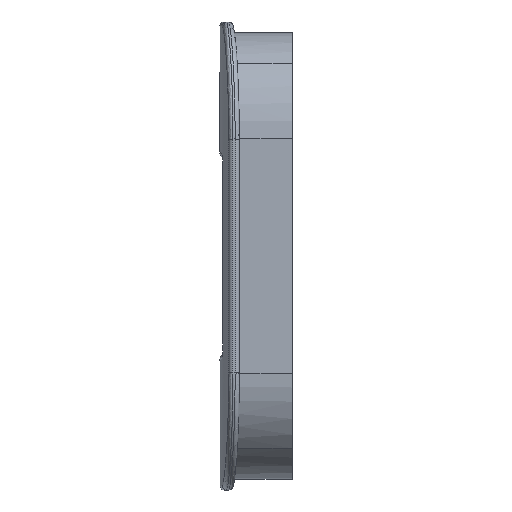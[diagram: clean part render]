
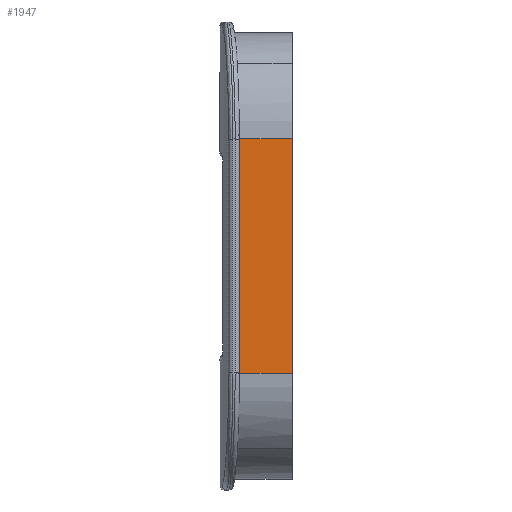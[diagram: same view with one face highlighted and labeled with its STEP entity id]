
A CAD part, left-side view. The second image highlights one B-rep face of the part: STEP entity #1947.
In plain terms, the highlighted planar face has unit normal (-1, 0, 0).
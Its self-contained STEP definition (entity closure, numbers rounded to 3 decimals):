
#1740=CARTESIAN_POINT('Vertex',(-52.5,10.523,-27.595)) ;
#1743=CARTESIAN_POINT('Line Origine',(-52.5,10.523,55.)) ;
#1747=CARTESIAN_POINT('Vertex',(-52.5,10.523,27.595)) ;
#1905=CARTESIAN_POINT('Vertex',(-52.5,-2.,-27.595)) ;
#1909=CARTESIAN_POINT('Control Point',(-52.5,10.523,-27.595)) ;
#1910=CARTESIAN_POINT('Control Point',(-52.5,8.018,-27.595)) ;
#1911=CARTESIAN_POINT('Control Point',(-52.5,5.514,-27.595)) ;
#1912=CARTESIAN_POINT('Control Point',(-52.5,3.009,-27.595)) ;
#1913=CARTESIAN_POINT('Control Point',(-52.5,0.505,-27.595)) ;
#1914=CARTESIAN_POINT('Control Point',(-52.5,-2.,-27.595)) ;
#1924=CARTESIAN_POINT('Axis2P3D Location',(-52.5,14.501,-27.595)) ;
#1929=CARTESIAN_POINT('Line Origine',(-52.5,-2.,0.)) ;
#1933=CARTESIAN_POINT('Vertex',(-52.5,-2.,27.595)) ;
#1936=CARTESIAN_POINT('Line Origine',(-52.5,4.261,27.595)) ;
#1744=DIRECTION('Vector Direction',(0.,0.,-1.)) ;
#1925=DIRECTION('Axis2P3D Direction',(1.,0.,0.)) ;
#1926=DIRECTION('Axis2P3D XDirection',(0.,0.,-1.)) ;
#1930=DIRECTION('Vector Direction',(0.,0.,-1.)) ;
#1937=DIRECTION('Vector Direction',(0.,-1.,0.)) ;
#1927=AXIS2_PLACEMENT_3D('Plane Axis2P3D',#1924,#1925,#1926) ;
#1942=ORIENTED_EDGE('',*,*,#1749,.F.) ;
#1943=ORIENTED_EDGE('',*,*,#1915,.T.) ;
#1944=ORIENTED_EDGE('',*,*,#1935,.F.) ;
#1945=ORIENTED_EDGE('',*,*,#1940,.F.) ;
#1745=VECTOR('Line Direction',#1744,1.) ;
#1931=VECTOR('Line Direction',#1930,1.) ;
#1938=VECTOR('Line Direction',#1937,1.) ;
#1947=ADVANCED_FACE('Ohne Anschluss',(#1946),#1928,.F.) ;
#1749=EDGE_CURVE('',#1741,#1748,#1746,.F.) ;
#1915=EDGE_CURVE('',#1741,#1906,#1908,.T.) ;
#1935=EDGE_CURVE('',#1934,#1906,#1932,.T.) ;
#1940=EDGE_CURVE('',#1748,#1934,#1939,.T.) ;
#1941=EDGE_LOOP('',(#1942,#1943,#1944,#1945)) ;
#1946=FACE_OUTER_BOUND('',#1941,.T.) ;
#1746=LINE('Line',#1743,#1745) ;
#1932=LINE('Line',#1929,#1931) ;
#1939=LINE('Line',#1936,#1938) ;
#1928=PLANE('Plane',#1927) ;
#1741=VERTEX_POINT('',#1740) ;
#1748=VERTEX_POINT('',#1747) ;
#1906=VERTEX_POINT('',#1905) ;
#1934=VERTEX_POINT('',#1933) ;
#1908=(BOUNDED_CURVE()B_SPLINE_CURVE(5,(#1909,#1910,#1911,#1912,#1913,#1914),.UNSPECIFIED.,.F.,.U.)B_SPLINE_CURVE_WITH_KNOTS((6,6),(0.589,13.112),.UNSPECIFIED.)CURVE()GEOMETRIC_REPRESENTATION_ITEM()RATIONAL_B_SPLINE_CURVE((1.,1.,1.,1.,1.,1.))REPRESENTATION_ITEM('')) ;
